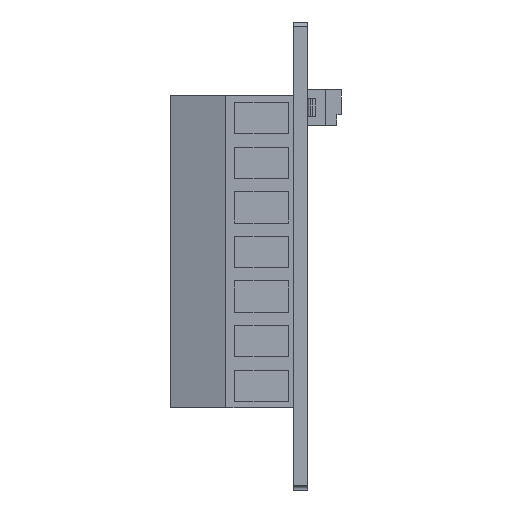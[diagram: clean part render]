
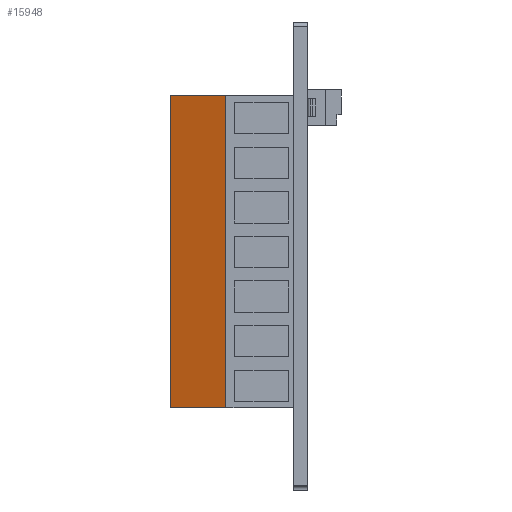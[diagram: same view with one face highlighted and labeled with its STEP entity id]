
A CAD part, left-side view. The second image highlights one B-rep face of the part: STEP entity #15948.
In plain terms, the highlighted planar face has unit normal (-0.942, 0.334, 0).
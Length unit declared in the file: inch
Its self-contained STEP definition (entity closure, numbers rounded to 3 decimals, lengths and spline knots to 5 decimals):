
#250 = LINE ( 'NONE', #1371, #13169 ) ;
#1302 = AXIS2_PLACEMENT_3D ( 'NONE', #16080, #1501, #18529 ) ;
#1371 = CARTESIAN_POINT ( 'NONE',  ( 0.34219, 1.36518, 1.34142 ) ) ;
#1501 = DIRECTION ( 'NONE',  ( -0.942, 0.334, 0. ) ) ;
#2658 = EDGE_CURVE ( 'NONE', #14048, #23958, #21124, .T. ) ;
#3695 = DIRECTION ( 'NONE',  ( 0., 0., 1. ) ) ;
#3991 = CARTESIAN_POINT ( 'NONE',  ( 0.4288, 1.60928, 2.71937 ) ) ;
#4139 = VECTOR ( 'NONE', #23321, 39.37008 ) ;
#4887 = LINE ( 'NONE', #25817, #4139 ) ;
#6720 = VERTEX_POINT ( 'NONE', #10774 ) ;
#8238 = CARTESIAN_POINT ( 'NONE',  ( 0.34219, 1.36518, 2.71937 ) ) ;
#10774 = CARTESIAN_POINT ( 'NONE',  ( 0.34219, 1.36518, 1.34142 ) ) ;
#12208 = FACE_OUTER_BOUND ( 'NONE', #21600, .T. ) ;
#12313 = EDGE_CURVE ( 'NONE', #31091, #6720, #4887, .T. ) ;
#13169 = VECTOR ( 'NONE', #3695, 39.37008 ) ;
#14048 = VERTEX_POINT ( 'NONE', #3991 ) ;
#14559 = CARTESIAN_POINT ( 'NONE',  ( 0.4288, 1.60928, 1.34142 ) ) ;
#14691 = EDGE_CURVE ( 'NONE', #31091, #14048, #17976, .T. ) ;
#15948 = ADVANCED_FACE ( 'NONE', ( #12208 ), #20913, .T. ) ;
#16080 = CARTESIAN_POINT ( 'NONE',  ( 0.4288, 1.60928, 1.34142 ) ) ;
#17197 = EDGE_CURVE ( 'NONE', #6720, #23958, #250, .T. ) ;
#17200 = VECTOR ( 'NONE', #29234, 39.37008 ) ;
#17976 = LINE ( 'NONE', #14559, #17200 ) ;
#18529 = DIRECTION ( 'NONE',  ( -0.334, -0.942, 0. ) ) ;
#19051 = CARTESIAN_POINT ( 'NONE',  ( 0.4288, 1.60928, 1.34142 ) ) ;
#19372 = ORIENTED_EDGE ( 'NONE', *, *, #2658, .F. ) ;
#20384 = VECTOR ( 'NONE', #30623, 39.37008 ) ;
#20913 = PLANE ( 'NONE',  #1302 ) ;
#20923 = ORIENTED_EDGE ( 'NONE', *, *, #12313, .T. ) ;
#21124 = LINE ( 'NONE', #29246, #20384 ) ;
#21600 = EDGE_LOOP ( 'NONE', ( #19372, #25922, #20923, #27480 ) ) ;
#23321 = DIRECTION ( 'NONE',  ( -0.334, -0.942, 0. ) ) ;
#23958 = VERTEX_POINT ( 'NONE', #8238 ) ;
#25817 = CARTESIAN_POINT ( 'NONE',  ( 0.4288, 1.60928, 1.34142 ) ) ;
#25922 = ORIENTED_EDGE ( 'NONE', *, *, #14691, .F. ) ;
#27480 = ORIENTED_EDGE ( 'NONE', *, *, #17197, .T. ) ;
#29234 = DIRECTION ( 'NONE',  ( 0., 0., 1. ) ) ;
#29246 = CARTESIAN_POINT ( 'NONE',  ( 0.4288, 1.60928, 2.71937 ) ) ;
#30623 = DIRECTION ( 'NONE',  ( -0.334, -0.942, 0. ) ) ;
#31091 = VERTEX_POINT ( 'NONE', #19051 ) ;
